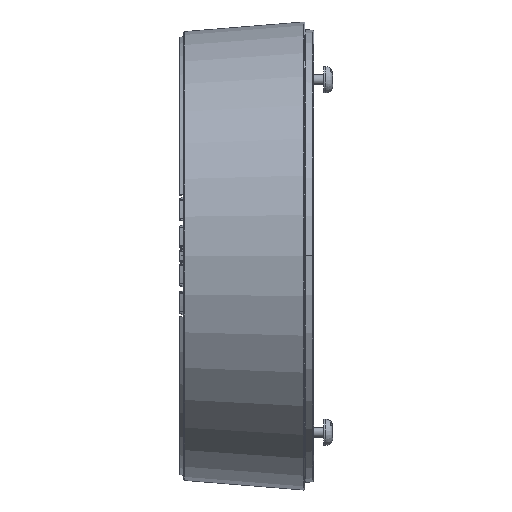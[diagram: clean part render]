
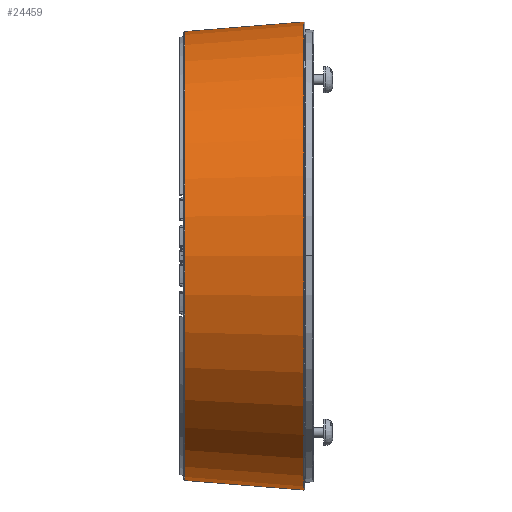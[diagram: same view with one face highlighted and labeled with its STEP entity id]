
A CAD part, top view. The second image highlights one B-rep face of the part: STEP entity #24459.
In plain terms, the highlighted toroidal (fillet/blend) face has major radius 236.476 mm and minor radius 186.794 mm.
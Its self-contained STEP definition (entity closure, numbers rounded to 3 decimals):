
#16332=CARTESIAN_POINT('Vertex',(26.59,-51.815,0.)) ;
#16339=CARTESIAN_POINT('Vertex',(26.59,51.815,0.)) ;
#16359=CARTESIAN_POINT('Axis2P3D Location',(26.59,0.,0.)) ;
#24385=CARTESIAN_POINT('Control Point',(26.59,-51.815,0.)) ;
#24386=CARTESIAN_POINT('Control Point',(17.857,-50.484,0.)) ;
#24387=CARTESIAN_POINT('Control Point',(9.031,-49.774,0.)) ;
#24388=CARTESIAN_POINT('Control Point',(0.198,-49.691,0.)) ;
#24389=CARTESIAN_POINT('Vertex',(0.198,-49.691,0.)) ;
#24396=CARTESIAN_POINT('Vertex',(0.198,49.691,0.)) ;
#24400=CARTESIAN_POINT('Control Point',(26.59,51.815,0.)) ;
#24401=CARTESIAN_POINT('Control Point',(17.857,50.484,0.)) ;
#24402=CARTESIAN_POINT('Control Point',(9.031,49.774,0.)) ;
#24403=CARTESIAN_POINT('Control Point',(0.198,49.691,0.)) ;
#24443=CARTESIAN_POINT('Axis2P3D Location',(-1.558,0.,0.)) ;
#24448=CARTESIAN_POINT('Axis2P3D Location',(0.198,0.,0.)) ;
#16360=DIRECTION('Axis2P3D Direction',(1.,-0.,0.)) ;
#24444=DIRECTION('Axis2P3D Direction',(1.,0.,0.)) ;
#24445=DIRECTION('Axis2P3D XDirection',(0.,-0.878,-0.479)) ;
#24449=DIRECTION('Axis2P3D Direction',(1.,0.,0.)) ;
#16361=AXIS2_PLACEMENT_3D('Circle Axis2P3D',#16359,#16360,$) ;
#24446=AXIS2_PLACEMENT_3D('Torus Axis2P3D',#24443,#24444,#24445) ;
#24450=AXIS2_PLACEMENT_3D('Circle Axis2P3D',#24448,#24449,$) ;
#24454=ORIENTED_EDGE('',*,*,#16363,.F.) ;
#24455=ORIENTED_EDGE('',*,*,#24404,.T.) ;
#24456=ORIENTED_EDGE('',*,*,#24452,.F.) ;
#24457=ORIENTED_EDGE('',*,*,#24391,.F.) ;
#24459=ADVANCED_FACE('Body.2',(#24458),#24447,.F.) ;
#24384=B_SPLINE_CURVE_WITH_KNOTS('',3,(#24385,#24386,#24387,#24388),.UNSPECIFIED.,.F.,.U.,(4,4),(0.329,37.804),.UNSPECIFIED.) ;
#24399=B_SPLINE_CURVE_WITH_KNOTS('',3,(#24400,#24401,#24402,#24403),.UNSPECIFIED.,.F.,.U.,(4,4),(0.329,37.804),.UNSPECIFIED.) ;
#16362=CIRCLE('generated circle',#16361,51.815) ;
#24451=CIRCLE('generated circle',#24450,49.691) ;
#24447=TOROIDAL_SURFACE('homeo Torus',#24446,236.476,186.794) ;
#16363=EDGE_CURVE('',#16340,#16333,#16362,.T.) ;
#24391=EDGE_CURVE('',#16333,#24390,#24384,.T.) ;
#24404=EDGE_CURVE('',#16340,#24397,#24399,.T.) ;
#24452=EDGE_CURVE('',#24390,#24397,#24451,.F.) ;
#24453=EDGE_LOOP('',(#24454,#24455,#24456,#24457)) ;
#24458=FACE_OUTER_BOUND('',#24453,.T.) ;
#16333=VERTEX_POINT('',#16332) ;
#16340=VERTEX_POINT('',#16339) ;
#24390=VERTEX_POINT('',#24389) ;
#24397=VERTEX_POINT('',#24396) ;
